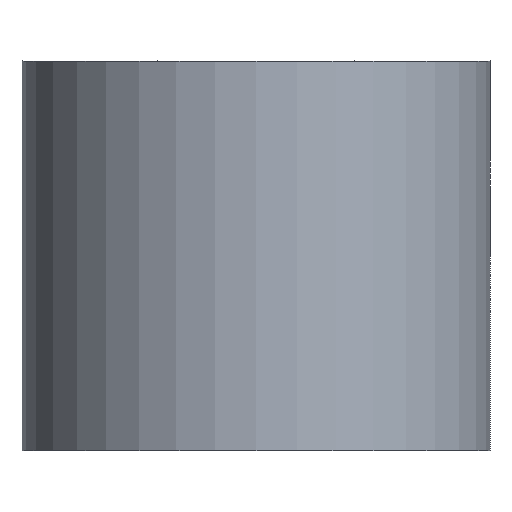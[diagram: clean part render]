
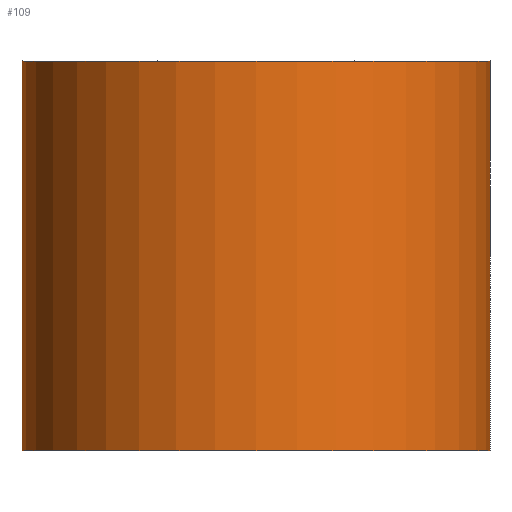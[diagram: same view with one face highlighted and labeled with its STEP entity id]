
A CAD part, front view. The second image highlights one B-rep face of the part: STEP entity #109.
In plain terms, the highlighted cylindrical face has radius 9.525 mm (diameter 19.05 mm), a partial arc.
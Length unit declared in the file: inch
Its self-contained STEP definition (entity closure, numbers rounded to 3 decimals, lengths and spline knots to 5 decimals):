
#4 = ORIENTED_EDGE ( 'NONE', *, *, #152, .T. ) ;
#8 = ORIENTED_EDGE ( 'NONE', *, *, #121, .F. ) ;
#15 = ORIENTED_EDGE ( 'NONE', *, *, #125, .F. ) ;
#20 = ORIENTED_EDGE ( 'NONE', *, *, #140, .T. ) ;
#38 = CIRCLE ( 'NONE', #145, 0.375 ) ;
#50 = FACE_OUTER_BOUND ( 'NONE', #61, .T. ) ;
#56 = CYLINDRICAL_SURFACE ( 'NONE', #128, 0.375 ) ;
#61 = EDGE_LOOP ( 'NONE', ( #15, #8, #20, #4 ) ) ;
#78 = VECTOR ( 'NONE', #194, 39.37008 ) ;
#79 = LINE ( 'NONE', #198, #90 ) ;
#80 = CIRCLE ( 'NONE', #143, 0.375 ) ;
#90 = VECTOR ( 'NONE', #218, 39.37008 ) ;
#98 = LINE ( 'NONE', #188, #78 ) ;
#109 = ADVANCED_FACE ( 'NONE', ( #50 ), #56, .T. ) ;
#121 = EDGE_CURVE ( 'NONE', #229, #222, #80, .T. ) ;
#125 = EDGE_CURVE ( 'NONE', #222, #230, #79, .T. ) ;
#128 = AXIS2_PLACEMENT_3D ( 'NONE', #212, #213, #215 ) ;
#140 = EDGE_CURVE ( 'NONE', #229, #226, #98, .T. ) ;
#143 = AXIS2_PLACEMENT_3D ( 'NONE', #205, #206, #207 ) ;
#145 = AXIS2_PLACEMENT_3D ( 'NONE', #199, #176, #175 ) ;
#152 = EDGE_CURVE ( 'NONE', #226, #230, #38, .T. ) ;
#170 = CARTESIAN_POINT ( 'NONE',  ( 0.375, 0., -0.3125 ) ) ;
#171 = CARTESIAN_POINT ( 'NONE',  ( -0.375, 0., 0.3125 ) ) ;
#173 = CARTESIAN_POINT ( 'NONE',  ( -0.375, 0., -0.3125 ) ) ;
#175 = DIRECTION ( 'NONE',  ( 1., 0., 0. ) ) ;
#176 = DIRECTION ( 'NONE',  ( 0., 0., 1. ) ) ;
#177 = CARTESIAN_POINT ( 'NONE',  ( 0.375, 0., 0.3125 ) ) ;
#188 = CARTESIAN_POINT ( 'NONE',  ( -0.375, 0., 0.3125 ) ) ;
#194 = DIRECTION ( 'NONE',  ( 0., 0., -1. ) ) ;
#198 = CARTESIAN_POINT ( 'NONE',  ( 0.375, 0., 0.3125 ) ) ;
#199 = CARTESIAN_POINT ( 'NONE',  ( 0., 0., -0.3125 ) ) ;
#205 = CARTESIAN_POINT ( 'NONE',  ( 0., 0., 0.3125 ) ) ;
#206 = DIRECTION ( 'NONE',  ( 0., 0., 1. ) ) ;
#207 = DIRECTION ( 'NONE',  ( 1., 0., 0. ) ) ;
#212 = CARTESIAN_POINT ( 'NONE',  ( 0., 0., 0.3125 ) ) ;
#213 = DIRECTION ( 'NONE',  ( 0., 0., -1. ) ) ;
#215 = DIRECTION ( 'NONE',  ( -1., 0., 0. ) ) ;
#218 = DIRECTION ( 'NONE',  ( 0., 0., -1. ) ) ;
#222 = VERTEX_POINT ( 'NONE', #177 ) ;
#226 = VERTEX_POINT ( 'NONE', #173 ) ;
#229 = VERTEX_POINT ( 'NONE', #171 ) ;
#230 = VERTEX_POINT ( 'NONE', #170 ) ;
